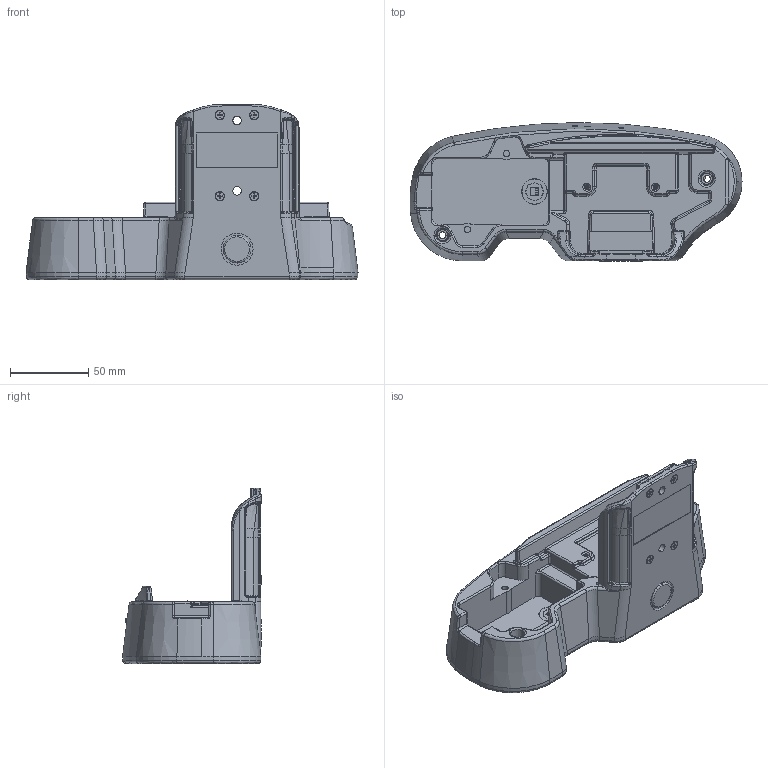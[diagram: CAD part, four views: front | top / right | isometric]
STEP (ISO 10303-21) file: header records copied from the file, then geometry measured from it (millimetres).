
FILE_DESCRIPTION (( 'STEP AP214' ), '1' );
FILE_NAME ('X5C00100YE0.STEP', '2021-01-27T11:15:16', ( '' ), ( '' ), 'SwSTEP 2.0', 'SolidWorks 2020', '' );
FILE_SCHEMA (( 'AUTOMOTIVE_DESIGN' ));
Length unit declared in the file: millimetre
Products named in the file (1): X5C00100YE0
Bounding box: 212.56 x 88.86 x 112.15 mm (x, y, z)
Volume: 497648.1 mm3; surface area: 89075 mm2
Topology: 1 solids, 23 shells, 1669 faces, 3974 edges, 2298 vertices
Faces by surface type: bspline 538, plane 498, cylinder 488, cone 105, torus 38, sphere 2
Entity records: 90778 total; most frequent: CARTESIAN_POINT 38215, ORIENTED_EDGE 7720, DIRECTION 6196, EDGE_CURVE 3860, AXIS2_PLACEMENT_3D 2359, VERTEX_POINT 2298, EDGE_LOOP 1762, UNCERTAINTY_MEASURE_WITH_UNIT 1672
